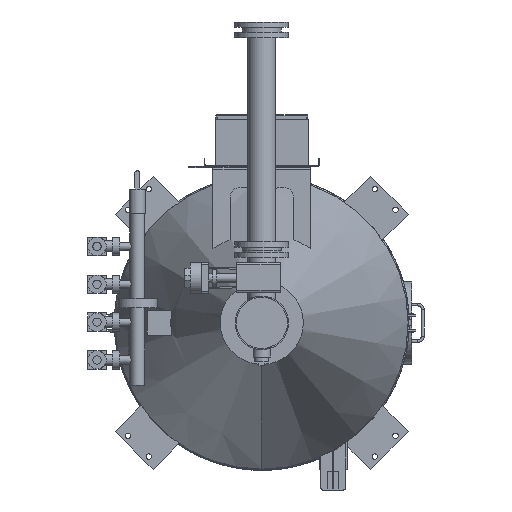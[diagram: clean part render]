
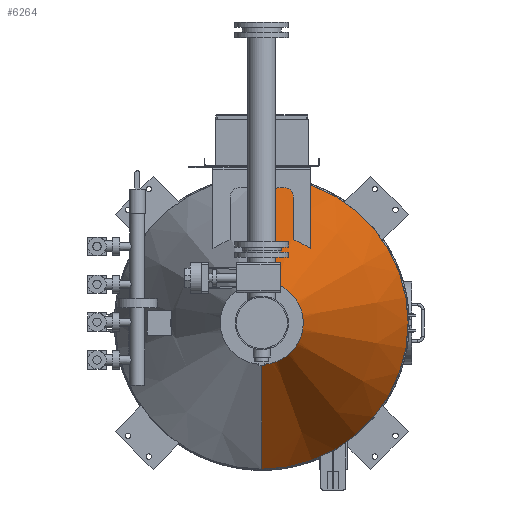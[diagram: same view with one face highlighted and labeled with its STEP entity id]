
A CAD part, front view. The second image highlights one B-rep face of the part: STEP entity #6264.
In plain terms, the highlighted conical face has half-angle 20.049 degrees and reference radius 599.4 mm.
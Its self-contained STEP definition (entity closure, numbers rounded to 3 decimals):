
#669 = DIRECTION ( 'NONE',  ( 0., 1., 0. ) ) ;
#3059 = CARTESIAN_POINT ( 'NONE',  ( 181.407, 1138.382, 1243.245 ) ) ;
#3170 = DIRECTION ( 'NONE',  ( 0., 0., 1. ) ) ;
#5163 = AXIS2_PLACEMENT_3D ( 'NONE', #3059, #20836, #3170 ) ;
#5486 = CARTESIAN_POINT ( 'NONE',  ( 181.407, -191.878, 1129.315 ) ) ;
#5858 = DIRECTION ( 'NONE',  ( 0., 0., 1. ) ) ;
#6264 = ADVANCED_FACE ( 'Defeatured_2_0', ( #31935 ), #17843, .T. ) ;
#6718 = VERTEX_POINT ( 'NONE', #7399 ) ;
#7399 = CARTESIAN_POINT ( 'NONE',  ( 181.407, -191.878, 1357.175 ) ) ;
#10382 = LINE ( 'NONE', #20777, #28836 ) ;
#11275 = ORIENTED_EDGE ( 'NONE', *, *, #13551, .F. ) ;
#12277 = AXIS2_PLACEMENT_3D ( 'NONE', #13047, #669, #5858 ) ;
#13047 = CARTESIAN_POINT ( 'NONE',  ( 181.407, -191.878, 1243.245 ) ) ;
#13320 = VERTEX_POINT ( 'NONE', #5486 ) ;
#13551 = EDGE_CURVE ( 'NONE', #6718, #18648, #10382, .T. ) ;
#13654 = CARTESIAN_POINT ( 'NONE',  ( 181.407, 1138.382, 643.845 ) ) ;
#13815 = DIRECTION ( 'NONE',  ( 0., 0., 1. ) ) ;
#13854 = EDGE_CURVE ( 'Defeatured_2_4+Defeatured_2_0+Defeatured_2_0+Defeatured_2_0', #18648, #17974, #31919, .T. ) ;
#14159 = CIRCLE ( 'NONE', #12277, 113.93 ) ;
#14331 = DIRECTION ( 'NONE',  ( 0., 0.939, -0.343 ) ) ;
#15211 = ORIENTED_EDGE ( 'NONE', *, *, #19289, .T. ) ;
#16812 = VECTOR ( 'NONE', #14331, 1000. ) ;
#17843 = CONICAL_SURFACE ( 'NONE', #25239, 599.4, 0.35 ) ;
#17974 = VERTEX_POINT ( 'NONE', #13654 ) ;
#18648 = VERTEX_POINT ( 'NONE', #24521 ) ;
#19289 = EDGE_CURVE ( 'NONE', #13320, #17974, #24253, .T. ) ;
#20777 = CARTESIAN_POINT ( 'NONE',  ( 181.407, 1138.382, 1842.645 ) ) ;
#20836 = DIRECTION ( 'NONE',  ( 0., 1., 0. ) ) ;
#21746 = ORIENTED_EDGE ( 'NONE', *, *, #27959, .T. ) ;
#23867 = DIRECTION ( 'NONE',  ( 0., 1., 0. ) ) ;
#24253 = LINE ( 'NONE', #29547, #16812 ) ;
#24521 = CARTESIAN_POINT ( 'NONE',  ( 181.407, 1138.382, 1842.645 ) ) ;
#25239 = AXIS2_PLACEMENT_3D ( 'NONE', #31732, #23867, #13815 ) ;
#25698 = ORIENTED_EDGE ( 'NONE', *, *, #13854, .F. ) ;
#27959 = EDGE_CURVE ( 'Defeatured_2_0+Defeatured_2_3+Defeatured_2_3+Defeatured_2_3', #6718, #13320, #14159, .T. ) ;
#28376 = EDGE_LOOP ( 'NONE', ( #21746, #15211, #25698, #11275 ) ) ;
#28836 = VECTOR ( 'NONE', #31676, 1000. ) ;
#29547 = CARTESIAN_POINT ( 'NONE',  ( 181.407, 1138.382, 643.845 ) ) ;
#31676 = DIRECTION ( 'NONE',  ( 0., 0.939, 0.343 ) ) ;
#31732 = CARTESIAN_POINT ( 'NONE',  ( 181.407, 1138.382, 1243.245 ) ) ;
#31919 = CIRCLE ( 'NONE', #5163, 599.4 ) ;
#31935 = FACE_OUTER_BOUND ( 'NONE', #28376, .T. ) ;
